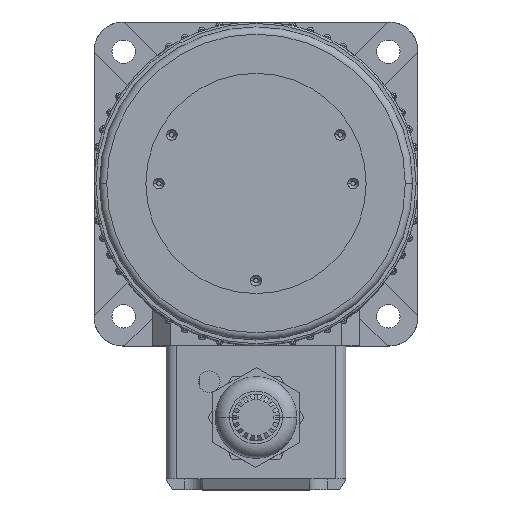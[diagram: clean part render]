
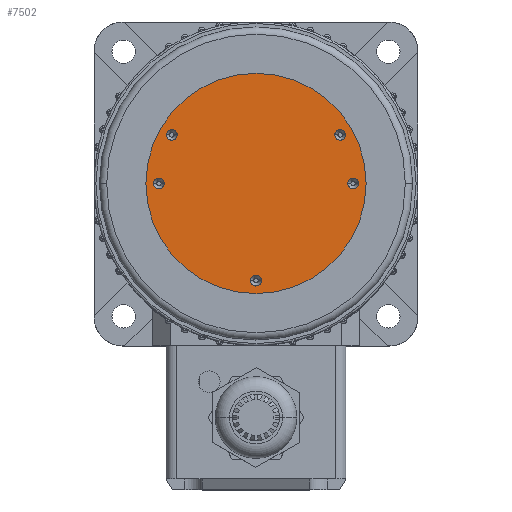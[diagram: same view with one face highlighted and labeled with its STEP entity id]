
A CAD part, top view. The second image highlights one B-rep face of the part: STEP entity #7502.
In plain terms, the highlighted planar face has unit normal (0, 0, 1).
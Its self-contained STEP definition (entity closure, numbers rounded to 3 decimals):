
#58 = EDGE_CURVE ( 'NONE', #7111, #8668, #313, .T. ) ;
#313 = CIRCLE ( 'NONE', #3191, 1.5 ) ;
#396 = CIRCLE ( 'NONE', #5907, 1.5 ) ;
#489 = DIRECTION ( 'NONE',  ( 0., 0., 1. ) ) ;
#569 = VERTEX_POINT ( 'NONE', #4355 ) ;
#570 = CIRCLE ( 'NONE', #12113, 1.5 ) ;
#782 = CIRCLE ( 'NONE', #10590, 1.5 ) ;
#801 = EDGE_LOOP ( 'NONE', ( #6321, #6784 ) ) ;
#824 = EDGE_CURVE ( 'NONE', #1104, #16079, #9887, .T. ) ;
#1104 = VERTEX_POINT ( 'NONE', #8790 ) ;
#1157 = CARTESIAN_POINT ( 'NONE',  ( 25.5, 0., 96. ) ) ;
#1393 = EDGE_CURVE ( 'NONE', #569, #5552, #13283, .T. ) ;
#1448 = CIRCLE ( 'NONE', #5462, 1.5 ) ;
#1486 = DIRECTION ( 'NONE',  ( 1., 0., 0. ) ) ;
#1546 = DIRECTION ( 'NONE',  ( 0., 0., 1. ) ) ;
#1614 = CARTESIAN_POINT ( 'NONE',  ( 0., -27., 96. ) ) ;
#1707 = DIRECTION ( 'NONE',  ( 1., 0., 0. ) ) ;
#1948 = CARTESIAN_POINT ( 'NONE',  ( 27., 0., 96. ) ) ;
#2022 = EDGE_CURVE ( 'NONE', #9964, #10033, #7119, .T. ) ;
#2371 = CARTESIAN_POINT ( 'NONE',  ( 23.383, 13.5, 96. ) ) ;
#2378 = EDGE_LOOP ( 'NONE', ( #7197, #9323 ) ) ;
#2450 = VERTEX_POINT ( 'NONE', #16645 ) ;
#2661 = FACE_BOUND ( 'NONE', #3009, .T. ) ;
#2845 = EDGE_CURVE ( 'NONE', #4288, #2450, #17115, .T. ) ;
#2961 = CARTESIAN_POINT ( 'NONE',  ( 24.883, 13.5, 96. ) ) ;
#3009 = EDGE_LOOP ( 'NONE', ( #10372, #10387 ) ) ;
#3052 = EDGE_LOOP ( 'NONE', ( #12945, #13602 ) ) ;
#3067 = EDGE_CURVE ( 'NONE', #11445, #3650, #15415, .T. ) ;
#3191 = AXIS2_PLACEMENT_3D ( 'NONE', #14521, #14290, #6234 ) ;
#3650 = VERTEX_POINT ( 'NONE', #7777 ) ;
#3740 = DIRECTION ( 'NONE',  ( 1., 0., 0. ) ) ;
#4031 = CARTESIAN_POINT ( 'NONE',  ( -27., 0., 96. ) ) ;
#4288 = VERTEX_POINT ( 'NONE', #6144 ) ;
#4355 = CARTESIAN_POINT ( 'NONE',  ( -1.5, -27., 96. ) ) ;
#4410 = DIRECTION ( 'NONE',  ( 0., 0., 1. ) ) ;
#4435 = DIRECTION ( 'NONE',  ( 1., 0., 0. ) ) ;
#4485 = DIRECTION ( 'NONE',  ( 0., 0., 1. ) ) ;
#4526 = CARTESIAN_POINT ( 'NONE',  ( 0., 0., 96. ) ) ;
#5186 = CARTESIAN_POINT ( 'NONE',  ( -21.883, 13.5, 96. ) ) ;
#5351 = DIRECTION ( 'NONE',  ( 1., 0., 0. ) ) ;
#5462 = AXIS2_PLACEMENT_3D ( 'NONE', #16055, #7874, #17404 ) ;
#5552 = VERTEX_POINT ( 'NONE', #8607 ) ;
#5907 = AXIS2_PLACEMENT_3D ( 'NONE', #2371, #11860, #3740 ) ;
#6026 = DIRECTION ( 'NONE',  ( 0., 0., 1. ) ) ;
#6144 = CARTESIAN_POINT ( 'NONE',  ( -28.5, 0., 96. ) ) ;
#6211 = FACE_BOUND ( 'NONE', #12649, .T. ) ;
#6234 = DIRECTION ( 'NONE',  ( 1., 0., 0. ) ) ;
#6321 = ORIENTED_EDGE ( 'NONE', *, *, #13949, .F. ) ;
#6531 = AXIS2_PLACEMENT_3D ( 'NONE', #8697, #489, #10068 ) ;
#6636 = FACE_BOUND ( 'NONE', #801, .T. ) ;
#6784 = ORIENTED_EDGE ( 'NONE', *, *, #58, .F. ) ;
#6906 = CARTESIAN_POINT ( 'NONE',  ( -30.6, 0., 96. ) ) ;
#7033 = DIRECTION ( 'NONE',  ( 0., 0., 1. ) ) ;
#7111 = VERTEX_POINT ( 'NONE', #15687 ) ;
#7119 = CIRCLE ( 'NONE', #17654, 1.5 ) ;
#7197 = ORIENTED_EDGE ( 'NONE', *, *, #14167, .F. ) ;
#7502 = ADVANCED_FACE ( 'NONE', ( #6636, #16694, #17098, #2661, #6211, #13043 ), #16859, .T. ) ;
#7777 = CARTESIAN_POINT ( 'NONE',  ( 30.6, 0., 96. ) ) ;
#7823 = EDGE_LOOP ( 'NONE', ( #9778, #9966 ) ) ;
#7824 = CIRCLE ( 'NONE', #12885, 1.5 ) ;
#7874 = DIRECTION ( 'NONE',  ( 0., 0., 1. ) ) ;
#8136 = CARTESIAN_POINT ( 'NONE',  ( 28.5, 0., 96. ) ) ;
#8304 = CIRCLE ( 'NONE', #12983, 30.6 ) ;
#8607 = CARTESIAN_POINT ( 'NONE',  ( 1.5, -27., 96. ) ) ;
#8668 = VERTEX_POINT ( 'NONE', #2961 ) ;
#8697 = CARTESIAN_POINT ( 'NONE',  ( 0., 0., 96. ) ) ;
#8790 = CARTESIAN_POINT ( 'NONE',  ( -24.883, 13.5, 96. ) ) ;
#8935 = DIRECTION ( 'NONE',  ( 0., 0., 1. ) ) ;
#9038 = DIRECTION ( 'NONE',  ( 1., 0., 0. ) ) ;
#9088 = DIRECTION ( 'NONE',  ( 0., 0., 1. ) ) ;
#9149 = CARTESIAN_POINT ( 'NONE',  ( -23.383, 13.5, 96. ) ) ;
#9323 = ORIENTED_EDGE ( 'NONE', *, *, #824, .F. ) ;
#9778 = ORIENTED_EDGE ( 'NONE', *, *, #14579, .F. ) ;
#9887 = CIRCLE ( 'NONE', #11940, 1.5 ) ;
#9964 = VERTEX_POINT ( 'NONE', #1157 ) ;
#9966 = ORIENTED_EDGE ( 'NONE', *, *, #1393, .F. ) ;
#10033 = VERTEX_POINT ( 'NONE', #8136 ) ;
#10068 = DIRECTION ( 'NONE',  ( 1., 0., 0. ) ) ;
#10372 = ORIENTED_EDGE ( 'NONE', *, *, #14828, .F. ) ;
#10387 = ORIENTED_EDGE ( 'NONE', *, *, #2022, .F. ) ;
#10570 = AXIS2_PLACEMENT_3D ( 'NONE', #12139, #12078, #12010 ) ;
#10590 = AXIS2_PLACEMENT_3D ( 'NONE', #14203, #6026, #15561 ) ;
#11445 = VERTEX_POINT ( 'NONE', #6906 ) ;
#11676 = ORIENTED_EDGE ( 'NONE', *, *, #15094, .F. ) ;
#11860 = DIRECTION ( 'NONE',  ( 0., 0., 1. ) ) ;
#11940 = AXIS2_PLACEMENT_3D ( 'NONE', #9149, #9088, #9038 ) ;
#12010 = DIRECTION ( 'NONE',  ( 1., 0., 0. ) ) ;
#12078 = DIRECTION ( 'NONE',  ( 0., 0., 1. ) ) ;
#12113 = AXIS2_PLACEMENT_3D ( 'NONE', #4031, #13534, #5351 ) ;
#12139 = CARTESIAN_POINT ( 'NONE',  ( -27., 0., 96. ) ) ;
#12527 = CARTESIAN_POINT ( 'NONE',  ( 0., 0., 96. ) ) ;
#12649 = EDGE_LOOP ( 'NONE', ( #11676, #12743 ) ) ;
#12743 = ORIENTED_EDGE ( 'NONE', *, *, #2845, .F. ) ;
#12885 = AXIS2_PLACEMENT_3D ( 'NONE', #15207, #7033, #16581 ) ;
#12945 = ORIENTED_EDGE ( 'NONE', *, *, #13685, .T. ) ;
#12983 = AXIS2_PLACEMENT_3D ( 'NONE', #12527, #4410, #13919 ) ;
#13043 = FACE_OUTER_BOUND ( 'NONE', #3052, .T. ) ;
#13283 = CIRCLE ( 'NONE', #17090, 1.5 ) ;
#13534 = DIRECTION ( 'NONE',  ( 0., 0., 1. ) ) ;
#13602 = ORIENTED_EDGE ( 'NONE', *, *, #3067, .T. ) ;
#13685 = EDGE_CURVE ( 'NONE', #3650, #11445, #8304, .T. ) ;
#13919 = DIRECTION ( 'NONE',  ( 1., 0., 0. ) ) ;
#13949 = EDGE_CURVE ( 'NONE', #8668, #7111, #396, .T. ) ;
#14167 = EDGE_CURVE ( 'NONE', #16079, #1104, #7824, .T. ) ;
#14203 = CARTESIAN_POINT ( 'NONE',  ( 27., 0., 96. ) ) ;
#14290 = DIRECTION ( 'NONE',  ( 0., 0., 1. ) ) ;
#14521 = CARTESIAN_POINT ( 'NONE',  ( 23.383, 13.5, 96. ) ) ;
#14579 = EDGE_CURVE ( 'NONE', #5552, #569, #1448, .T. ) ;
#14828 = EDGE_CURVE ( 'NONE', #10033, #9964, #782, .T. ) ;
#15094 = EDGE_CURVE ( 'NONE', #2450, #4288, #570, .T. ) ;
#15207 = CARTESIAN_POINT ( 'NONE',  ( -23.383, 13.5, 96. ) ) ;
#15415 = CIRCLE ( 'NONE', #16990, 30.6 ) ;
#15561 = DIRECTION ( 'NONE',  ( 1., 0., 0. ) ) ;
#15687 = CARTESIAN_POINT ( 'NONE',  ( 21.883, 13.5, 96. ) ) ;
#16055 = CARTESIAN_POINT ( 'NONE',  ( 0., -27., 96. ) ) ;
#16079 = VERTEX_POINT ( 'NONE', #5186 ) ;
#16581 = DIRECTION ( 'NONE',  ( 1., 0., 0. ) ) ;
#16645 = CARTESIAN_POINT ( 'NONE',  ( -25.5, 0., 96. ) ) ;
#16694 = FACE_BOUND ( 'NONE', #2378, .T. ) ;
#16859 = PLANE ( 'NONE',  #6531 ) ;
#16990 = AXIS2_PLACEMENT_3D ( 'NONE', #4526, #4485, #4435 ) ;
#17090 = AXIS2_PLACEMENT_3D ( 'NONE', #1614, #1546, #1486 ) ;
#17098 = FACE_BOUND ( 'NONE', #7823, .T. ) ;
#17115 = CIRCLE ( 'NONE', #10570, 1.5 ) ;
#17404 = DIRECTION ( 'NONE',  ( 1., 0., 0. ) ) ;
#17654 = AXIS2_PLACEMENT_3D ( 'NONE', #1948, #8935, #1707 ) ;
